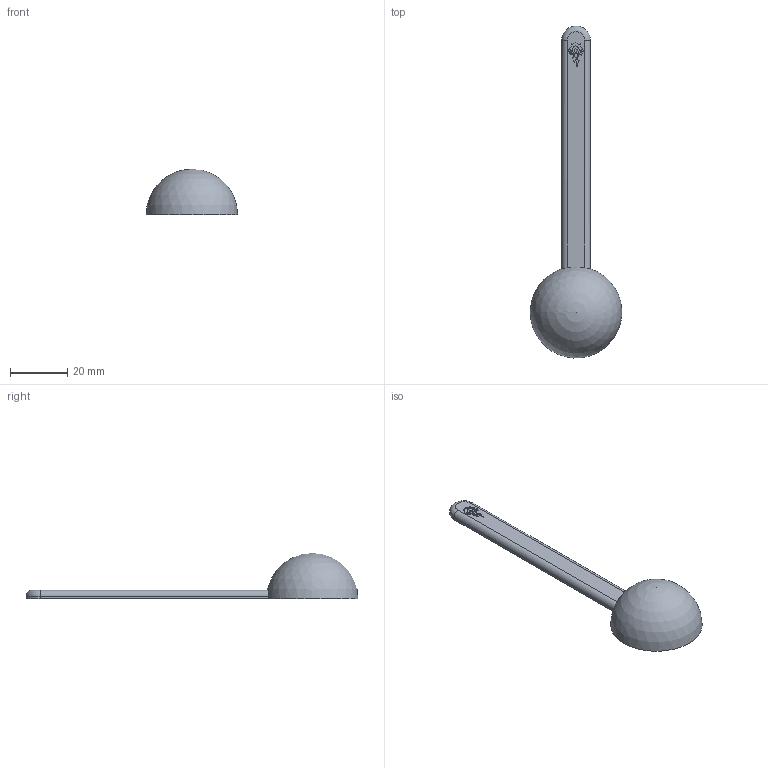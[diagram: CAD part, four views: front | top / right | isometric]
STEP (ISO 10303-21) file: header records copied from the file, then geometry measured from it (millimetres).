
FILE_DESCRIPTION(/* description */ (''),/* implementation_level */ '2;1');
FILE_NAME(/* name */ 'Sugar Spoon v8.stp',/* time_stamp */ '2022-09-22T11:52:44+02:00',/* author */ (''),/* organization */ (''),/* preprocessor_version */ 'ST-DEVELOPER v19',/* originating_system */ 'Autodesk Translation Framework v11.7.0.108',/* authorisation */ '');
FILE_SCHEMA (('AUTOMOTIVE_DESIGN { 1 0 10303 214 3 1 1 }'));
Length unit declared in the file: millimetre
Products named in the file (1): Sugar Spoon
Bounding box: 31.96 x 115.98 x 16 mm (x, y, z)
Volume: 3852.4 mm3; surface area: 5155.1 mm2
Topology: 1 solids, 1 shells, 43 faces, 118 edges, 78 vertices
Faces by surface type: bspline 29, plane 8, cylinder 3, sphere 2, torus 1
Entity records: 1484 total; most frequent: CARTESIAN_POINT 619, ORIENTED_EDGE 232, EDGE_CURVE 116, DIRECTION 99, VERTEX_POINT 78, EDGE_LOOP 46, FACE_OUTER_BOUND 43, LINE 43
